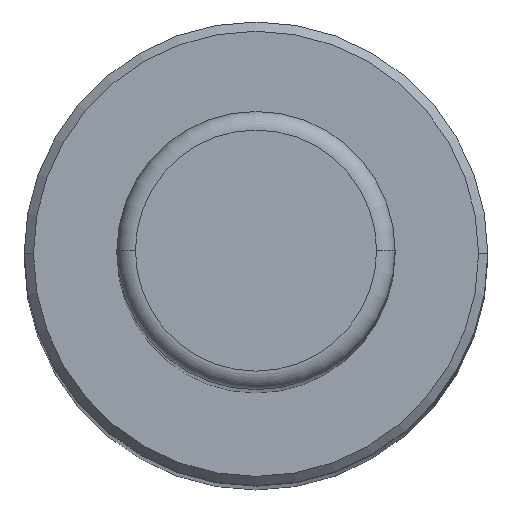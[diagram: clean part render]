
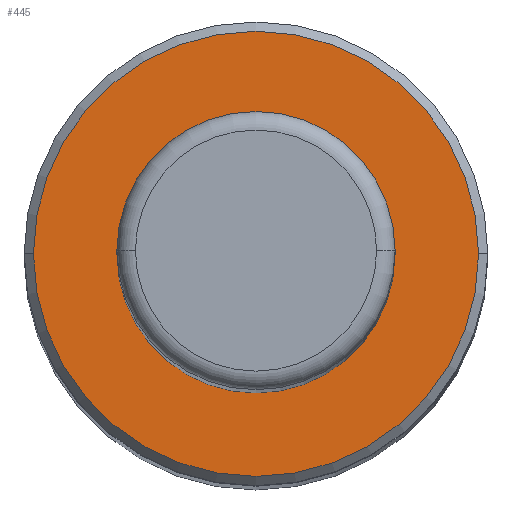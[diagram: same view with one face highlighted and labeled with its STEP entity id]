
A CAD part, top view. The second image highlights one B-rep face of the part: STEP entity #445.
In plain terms, the highlighted planar face has unit normal (0, 0, 1).
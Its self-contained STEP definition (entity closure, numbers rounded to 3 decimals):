
#26 = EDGE_CURVE ( 'NONE', #584, #360, #358, .T. ) ;
#66 = CARTESIAN_POINT ( 'NONE',  ( 0., 0., 134. ) ) ;
#77 = EDGE_LOOP ( 'NONE', ( #532, #429 ) ) ;
#103 = CIRCLE ( 'NONE', #277, 7.5 ) ;
#137 = VERTEX_POINT ( 'NONE', #870 ) ;
#146 = CARTESIAN_POINT ( 'NONE',  ( 12., 0., 134. ) ) ;
#160 = DIRECTION ( 'NONE',  ( 0., 0., 1. ) ) ;
#195 = EDGE_LOOP ( 'NONE', ( #596, #805 ) ) ;
#199 = DIRECTION ( 'NONE',  ( 0., 0., 1. ) ) ;
#205 = DIRECTION ( 'NONE',  ( 1., 0., 0. ) ) ;
#224 = DIRECTION ( 'NONE',  ( 0., 0., -1. ) ) ;
#233 = DIRECTION ( 'NONE',  ( -1., 0., 0. ) ) ;
#249 = EDGE_CURVE ( 'NONE', #389, #137, #1028, .T. ) ;
#277 = AXIS2_PLACEMENT_3D ( 'NONE', #918, #224, #298 ) ;
#298 = DIRECTION ( 'NONE',  ( -1., 0., 0. ) ) ;
#358 = CIRCLE ( 'NONE', #491, 7.5 ) ;
#360 = VERTEX_POINT ( 'NONE', #917 ) ;
#389 = VERTEX_POINT ( 'NONE', #146 ) ;
#429 = ORIENTED_EDGE ( 'NONE', *, *, #999, .T. ) ;
#431 = FACE_OUTER_BOUND ( 'NONE', #195, .T. ) ;
#445 = ADVANCED_FACE ( 'NONE', ( #431, #476 ), #852, .T. ) ;
#468 = EDGE_CURVE ( 'NONE', #137, #389, #526, .T. ) ;
#476 = FACE_BOUND ( 'NONE', #77, .T. ) ;
#491 = AXIS2_PLACEMENT_3D ( 'NONE', #923, #743, #233 ) ;
#516 = AXIS2_PLACEMENT_3D ( 'NONE', #66, #676, #929 ) ;
#526 = CIRCLE ( 'NONE', #516, 12. ) ;
#531 = CARTESIAN_POINT ( 'NONE',  ( -7.5, 0., 134. ) ) ;
#532 = ORIENTED_EDGE ( 'NONE', *, *, #26, .T. ) ;
#584 = VERTEX_POINT ( 'NONE', #531 ) ;
#596 = ORIENTED_EDGE ( 'NONE', *, *, #468, .T. ) ;
#632 = AXIS2_PLACEMENT_3D ( 'NONE', #679, #160, #1013 ) ;
#676 = DIRECTION ( 'NONE',  ( 0., 0., 1. ) ) ;
#679 = CARTESIAN_POINT ( 'NONE',  ( -7.5, 0., 134. ) ) ;
#743 = DIRECTION ( 'NONE',  ( 0., 0., -1. ) ) ;
#805 = ORIENTED_EDGE ( 'NONE', *, *, #249, .T. ) ;
#852 = PLANE ( 'NONE',  #632 ) ;
#870 = CARTESIAN_POINT ( 'NONE',  ( -12., 0., 134. ) ) ;
#906 = AXIS2_PLACEMENT_3D ( 'NONE', #1056, #199, #205 ) ;
#917 = CARTESIAN_POINT ( 'NONE',  ( 7.5, 0., 134. ) ) ;
#918 = CARTESIAN_POINT ( 'NONE',  ( 0., 0., 134. ) ) ;
#923 = CARTESIAN_POINT ( 'NONE',  ( 0., 0., 134. ) ) ;
#929 = DIRECTION ( 'NONE',  ( 1., 0., 0. ) ) ;
#999 = EDGE_CURVE ( 'NONE', #360, #584, #103, .T. ) ;
#1013 = DIRECTION ( 'NONE',  ( 1., 0., 0. ) ) ;
#1028 = CIRCLE ( 'NONE', #906, 12. ) ;
#1056 = CARTESIAN_POINT ( 'NONE',  ( 0., 0., 134. ) ) ;
